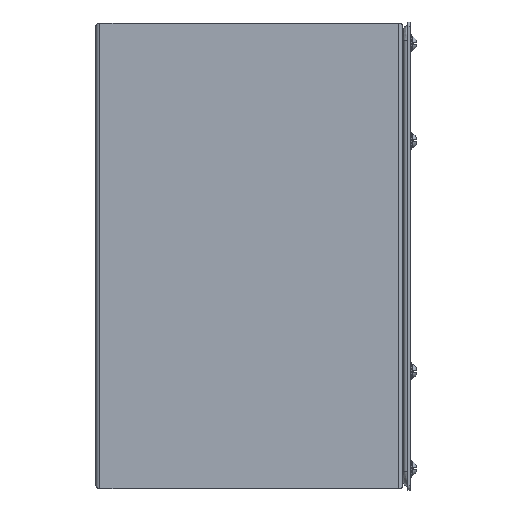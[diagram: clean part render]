
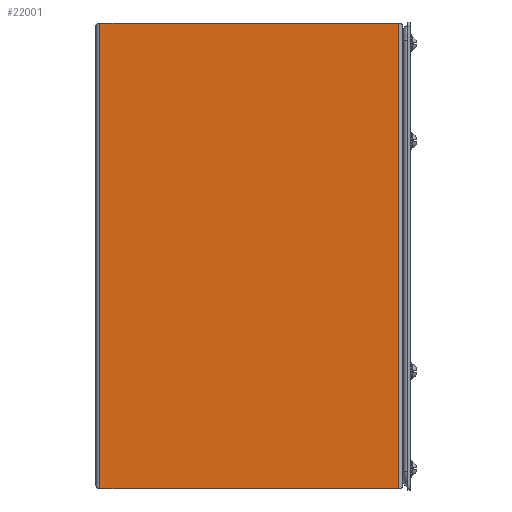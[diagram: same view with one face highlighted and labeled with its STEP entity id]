
A CAD part, left-side view. The second image highlights one B-rep face of the part: STEP entity #22001.
In plain terms, the highlighted face is planar.
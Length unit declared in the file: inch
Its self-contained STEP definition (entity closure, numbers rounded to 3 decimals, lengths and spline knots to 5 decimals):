
#613 = DIRECTION ( 'NONE',  ( 0., 0., 1. ) ) ;
#1273 = VERTEX_POINT ( 'NONE', #2586 ) ;
#1491 = VERTEX_POINT ( 'NONE', #21548 ) ;
#1683 = CARTESIAN_POINT ( 'NONE',  ( 6.0675, 7.89, 6.0675 ) ) ;
#2586 = CARTESIAN_POINT ( 'NONE',  ( 6.0675, 0.11, 6.0675 ) ) ;
#3264 = VECTOR ( 'NONE', #11500, 39.37008 ) ;
#3691 = ORIENTED_EDGE ( 'NONE', *, *, #19772, .T. ) ;
#3769 = CARTESIAN_POINT ( 'NONE',  ( 6.0675, 8., 6.0675 ) ) ;
#4444 = DIRECTION ( 'NONE',  ( 0., -1., 0. ) ) ;
#6071 = EDGE_CURVE ( 'NONE', #1273, #16065, #6886, .T. ) ;
#6886 = LINE ( 'NONE', #18626, #14803 ) ;
#7263 = EDGE_CURVE ( 'NONE', #21924, #16065, #17800, .T. ) ;
#9480 = EDGE_LOOP ( 'NONE', ( #3691, #24366, #20946, #21693 ) ) ;
#11500 = DIRECTION ( 'NONE',  ( 0., -1., 0. ) ) ;
#11739 = AXIS2_PLACEMENT_3D ( 'NONE', #17485, #21571, #19397 ) ;
#11754 = VECTOR ( 'NONE', #613, 39.37008 ) ;
#13291 = LINE ( 'NONE', #3769, #3264 ) ;
#14090 = CARTESIAN_POINT ( 'NONE',  ( 6.0675, 8., -6.0625 ) ) ;
#14657 = DIRECTION ( 'NONE',  ( 0., 0., -1. ) ) ;
#14803 = VECTOR ( 'NONE', #14657, 39.37008 ) ;
#15627 = CARTESIAN_POINT ( 'NONE',  ( 6.0675, 0.11, -6.0625 ) ) ;
#16065 = VERTEX_POINT ( 'NONE', #15627 ) ;
#16845 = CARTESIAN_POINT ( 'NONE',  ( 6.0675, 7.89, -6.0625 ) ) ;
#17485 = CARTESIAN_POINT ( 'NONE',  ( 6.0675, 8., 6.0675 ) ) ;
#17800 = LINE ( 'NONE', #14090, #21778 ) ;
#18030 = LINE ( 'NONE', #1683, #11754 ) ;
#18626 = CARTESIAN_POINT ( 'NONE',  ( 6.0675, 0.11, -6.0625 ) ) ;
#19397 = DIRECTION ( 'NONE',  ( 0., 0., 1. ) ) ;
#19772 = EDGE_CURVE ( 'NONE', #1491, #1273, #13291, .T. ) ;
#20946 = ORIENTED_EDGE ( 'NONE', *, *, #7263, .F. ) ;
#21324 = PLANE ( 'NONE',  #11739 ) ;
#21548 = CARTESIAN_POINT ( 'NONE',  ( 6.0675, 7.89, 6.0675 ) ) ;
#21571 = DIRECTION ( 'NONE',  ( -1., 0., 0. ) ) ;
#21693 = ORIENTED_EDGE ( 'NONE', *, *, #22389, .T. ) ;
#21778 = VECTOR ( 'NONE', #4444, 39.37008 ) ;
#21924 = VERTEX_POINT ( 'NONE', #16845 ) ;
#22001 = ADVANCED_FACE ( 'NONE', ( #23234 ), #21324, .F. ) ;
#22389 = EDGE_CURVE ( 'NONE', #21924, #1491, #18030, .T. ) ;
#23234 = FACE_OUTER_BOUND ( 'NONE', #9480, .T. ) ;
#24366 = ORIENTED_EDGE ( 'NONE', *, *, #6071, .T. ) ;
